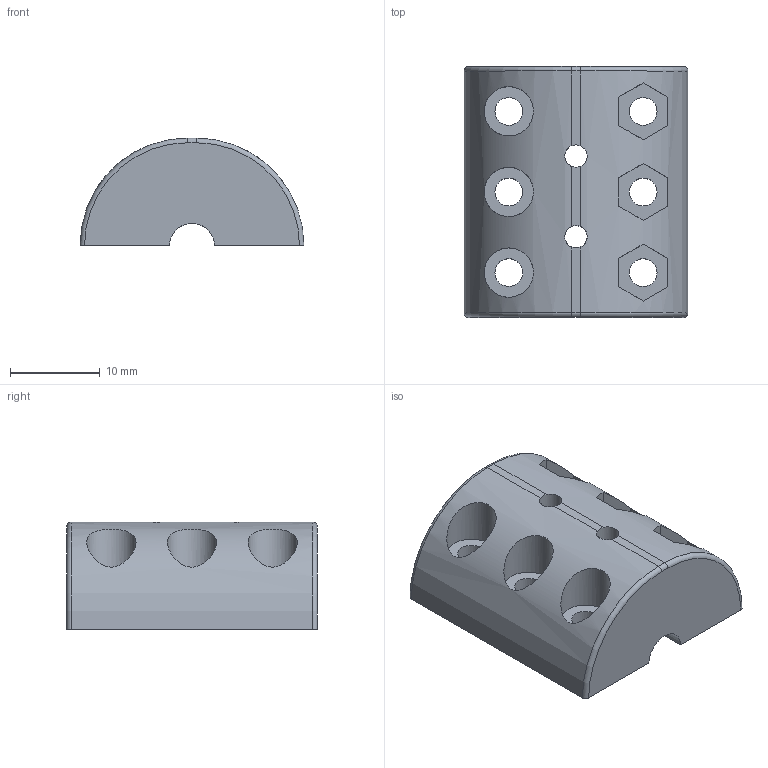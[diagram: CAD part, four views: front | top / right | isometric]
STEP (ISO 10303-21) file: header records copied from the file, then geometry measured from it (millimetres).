
FILE_DESCRIPTION((''),'2;1');
FILE_NAME('Z COUPLING.stp','2014-06-10T16:17:36',('jge'),(''),'Autodesk Inventor 2012','Autodesk Inventor 2012','');
FILE_SCHEMA(('AUTOMOTIVE_DESIGN { 1 0 10303 214 1 1 1 1 }'));
Length unit declared in the file: millimetre
Products named in the file (1): Z COUPLING
Bounding box: 25 x 28 x 12 mm (x, y, z)
Volume: 5058.9 mm3; surface area: 3447.8 mm2
Topology: 1 solids, 1 shells, 73 faces, 191 edges, 128 vertices
Faces by surface type: plane 44, cylinder 25, torus 4
Full cylindrical faces by diameter (mm): 2.5 x2, 3.1 x6, 5.5 x3
Entity records: 2412 total; most frequent: CARTESIAN_POINT 597, DIRECTION 378, ORIENTED_EDGE 344, EDGE_CURVE 172, AXIS2_PLACEMENT_3D 141, VERTEX_POINT 120, EDGE_LOOP 108, VECTOR 96
